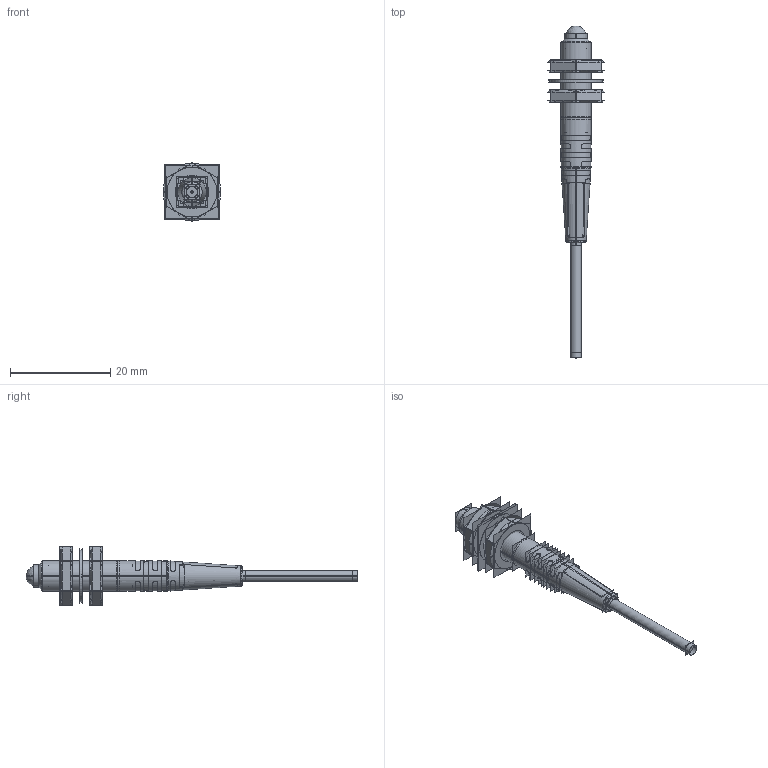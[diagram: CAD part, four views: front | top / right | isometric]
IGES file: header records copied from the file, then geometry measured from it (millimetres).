
Start section:  PTC IGES file: 199223.igs
Global section: file name: 199223.igs; native system: Creo Parametric by PTC Inc.; preprocessor: 2016260; author: pdmadmin; organization: Unknown; date: 20170316.094124; units: millimetre
Bounding box: 11.58 x 66.32 x 11.66 mm (x, y, z)
Volume: 2184.7 mm3; surface area: 18453 mm2
Topology: 9 solids, 9 shells, 436 faces, 2452 edges, 3245 vertices
Faces by surface type: revolution 260, bspline 176
